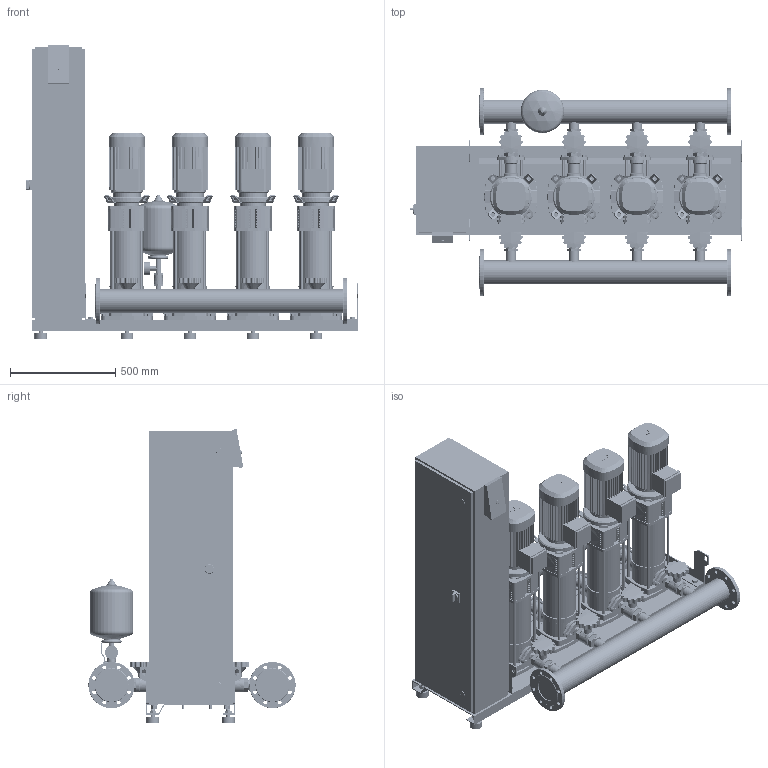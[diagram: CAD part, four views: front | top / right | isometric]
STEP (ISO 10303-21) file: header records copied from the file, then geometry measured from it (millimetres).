
FILE_DESCRIPTION((''),'2;1');
FILE_NAME('3d_SiBoostSmartFC4HELIXV1604-2536199.stp','2016-01-25T11:33:53',(''),(''),'Mechanical Desktop 2009','Mechanical Desktop 2009',', , ');
FILE_SCHEMA(('CONFIG_CONTROL_DESIGN'));
Length unit declared in the file: millimetre
Products named in the file (1): Product
Bounding box: 1580 x 986 x 1398.4 mm (x, y, z)
Volume: 261931570.7 mm3; surface area: 14764301.5 mm2
Topology: 217 solids, 217 shells, 6112 faces, 15572 edges, 10147 vertices
Faces by surface type: plane 2119, cylinder 1790, bspline 1733, cone 310, torus 130, sphere 30
Entity records: 200627 total; most frequent: CARTESIAN_POINT 54156, ORIENTED_EDGE 31076, DIRECTION 29062, EDGE_CURVE 15538, VERTEX_POINT 10140, AXIS2_PLACEMENT_3D 10024, VECTOR 9014, LINE 9014
